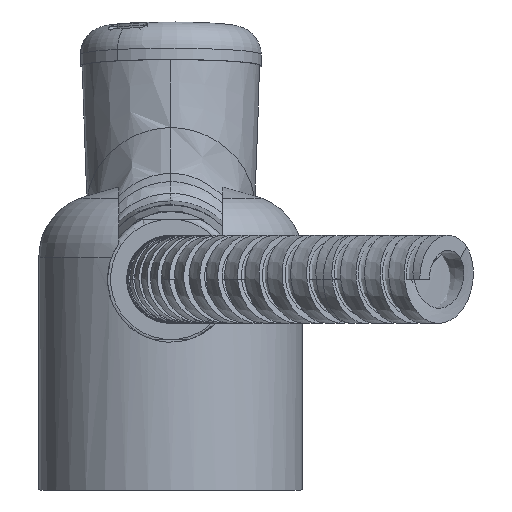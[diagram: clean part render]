
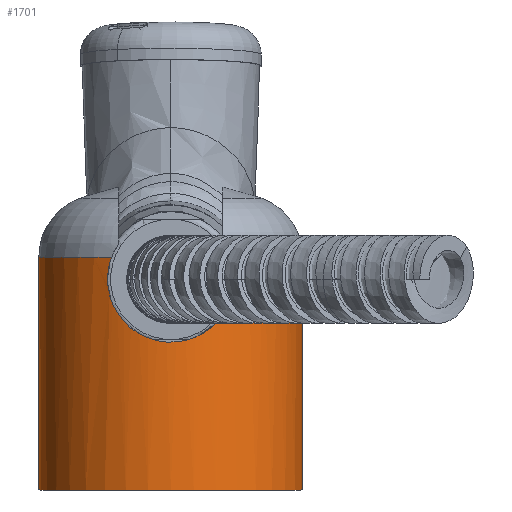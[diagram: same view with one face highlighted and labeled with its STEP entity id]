
A CAD part, front view. The second image highlights one B-rep face of the part: STEP entity #1701.
In plain terms, the highlighted cylindrical face has radius 21 mm (diameter 42 mm), a partial arc.
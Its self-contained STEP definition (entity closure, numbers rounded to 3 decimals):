
#590=CARTESIAN_POINT('',(9.413,-18.772,37.));
#591=CARTESIAN_POINT('',(9.57,-18.694,36.584));
#592=CARTESIAN_POINT('',(9.82,-18.563,35.748));
#593=CARTESIAN_POINT('',(10.027,-18.452,34.487));
#594=CARTESIAN_POINT('',(10.072,-18.427,33.226));
#595=CARTESIAN_POINT('',(9.958,-18.489,31.965));
#596=CARTESIAN_POINT('',(9.678,-18.638,30.705));
#597=CARTESIAN_POINT('',(9.223,-18.869,29.455));
#598=CARTESIAN_POINT('',(8.584,-19.171,28.241));
#599=CARTESIAN_POINT('',(7.763,-19.52,27.099));
#600=CARTESIAN_POINT('',(6.781,-19.886,26.076));
#601=CARTESIAN_POINT('',(5.671,-20.232,25.207));
#602=CARTESIAN_POINT('',(4.476,-20.53,24.513));
#603=CARTESIAN_POINT('',(3.226,-20.764,23.999));
#604=CARTESIAN_POINT('',(1.946,-20.923,23.66));
#605=CARTESIAN_POINT('',(0.65,-21.003,23.493));
#606=CARTESIAN_POINT('',(-0.65,-21.003,
23.493));
#607=CARTESIAN_POINT('',(-1.946,-20.923,23.66));
#608=CARTESIAN_POINT('',(-3.226,-20.764,23.999));
#609=CARTESIAN_POINT('',(-4.476,-20.53,24.513));
#610=CARTESIAN_POINT('',(-5.671,-20.232,25.207));
#611=CARTESIAN_POINT('',(-6.781,-19.886,26.076));
#612=CARTESIAN_POINT('',(-7.763,-19.52,27.099));
#613=CARTESIAN_POINT('',(-8.584,-19.171,28.241));
#614=CARTESIAN_POINT('',(-9.223,-18.869,29.455));
#615=CARTESIAN_POINT('',(-9.678,-18.638,30.705));
#616=CARTESIAN_POINT('',(-9.958,-18.489,31.965));
#617=CARTESIAN_POINT('',(-10.072,-18.427,33.226));
#618=CARTESIAN_POINT('',(-10.027,-18.452,34.487));
#619=CARTESIAN_POINT('',(-9.82,-18.563,35.748));
#620=CARTESIAN_POINT('',(-9.57,-18.694,36.584));
#621=CARTESIAN_POINT('',(-9.413,-18.772,37.));
#687=CARTESIAN_POINT('',(0.,0.,37.));
#688=DIRECTION('',(0.,0.,1.));
#689=DIRECTION('',(0.448,-0.894,0.));
#690=AXIS2_PLACEMENT_3D('',#687,#688,#689);
#729=DIRECTION('',(0.,0.,1.));
#730=VECTOR('',#729,37.);
#731=CARTESIAN_POINT('',(21.,0.,0.));
#732=LINE('',#731,#730);
#733=CARTESIAN_POINT('',(0.,0.,0.));
#734=DIRECTION('',(0.,0.,1.));
#735=DIRECTION('',(-1.,0.,0.));
#736=AXIS2_PLACEMENT_3D('',#733,#734,#735);
#738=DIRECTION('',(0.,0.,1.));
#739=VECTOR('',#738,37.);
#740=CARTESIAN_POINT('',(-21.,0.,0.));
#741=LINE('',#740,#739);
#761=CARTESIAN_POINT('',(0.,0.,37.));
#762=DIRECTION('',(0.,0.,1.));
#763=DIRECTION('',(-1.,0.,0.));
#764=AXIS2_PLACEMENT_3D('',#761,#762,#763);
#823=CARTESIAN_POINT('',(-21.,0.,0.));
#824=CARTESIAN_POINT('',(-21.,0.,37.));
#825=VERTEX_POINT('',#823);
#826=VERTEX_POINT('',#824);
#827=CARTESIAN_POINT('',(21.,0.,0.));
#828=CARTESIAN_POINT('',(21.,0.,37.));
#829=VERTEX_POINT('',#827);
#830=VERTEX_POINT('',#828);
#835=CARTESIAN_POINT('',(-9.413,-18.772,37.));
#836=VERTEX_POINT('',#835);
#837=CARTESIAN_POINT('',(9.413,-18.772,37.));
#838=VERTEX_POINT('',#837);
#1687=CARTESIAN_POINT('',(0.,0.,51.45));
#1688=DIRECTION('',(0.,0.,-1.));
#1689=DIRECTION('',(1.,0.,0.));
#1690=AXIS2_PLACEMENT_3D('',#1687,#1688,#1689);
#1691=CYLINDRICAL_SURFACE('',#1690,21.);
#1692=ORIENTED_EDGE('',*,*,#1597,.F.);
#1693=ORIENTED_EDGE('',*,*,#1669,.T.);
#1694=ORIENTED_EDGE('',*,*,#993,.F.);
#1695=ORIENTED_EDGE('',*,*,#964,.F.);
#1696=ORIENTED_EDGE('',*,*,#990,.T.);
#1698=ORIENTED_EDGE('',*,*,#1697,.T.);
#1699=EDGE_LOOP('',(#1692,#1693,#1694,#1695,#1696,#1698));
#1700=FACE_OUTER_BOUND('',#1699,.F.);
#1701=ADVANCED_FACE('',(#1700),#1691,.T.);
#622=B_SPLINE_CURVE_WITH_KNOTS('',3,(#590,#591,#592,#593,#594,#595,#596,#597,
#598,#599,#600,#601,#602,#603,#604,#605,#606,#607,#608,#609,#610,#611,#612,#613,
#614,#615,#616,#617,#618,#619,#620,#621),.UNSPECIFIED.,.F.,.F.,(4,1,1,1,1,1,1,1,
1,1,1,1,1,1,1,1,1,1,1,1,1,1,1,1,1,1,1,1,1,4),(0.,0.034,
0.069,0.103,0.138,0.172,
0.207,0.241,0.276,0.31,
0.345,0.379,0.414,0.448,
0.483,0.517,0.552,0.586,
0.621,0.655,0.69,0.724,
0.759,0.793,0.828,0.862,
0.897,0.931,0.966,1.),.UNSPECIFIED.);
#691=CIRCLE('',#690,21.);
#737=CIRCLE('',#736,21.);
#765=CIRCLE('',#764,21.);
#964=EDGE_CURVE('',#825,#829,#737,.T.);
#990=EDGE_CURVE('',#825,#826,#741,.T.);
#993=EDGE_CURVE('',#829,#830,#732,.T.);
#1597=EDGE_CURVE('',#838,#836,#622,.T.);
#1669=EDGE_CURVE('',#838,#830,#691,.T.);
#1697=EDGE_CURVE('',#826,#836,#765,.T.);
